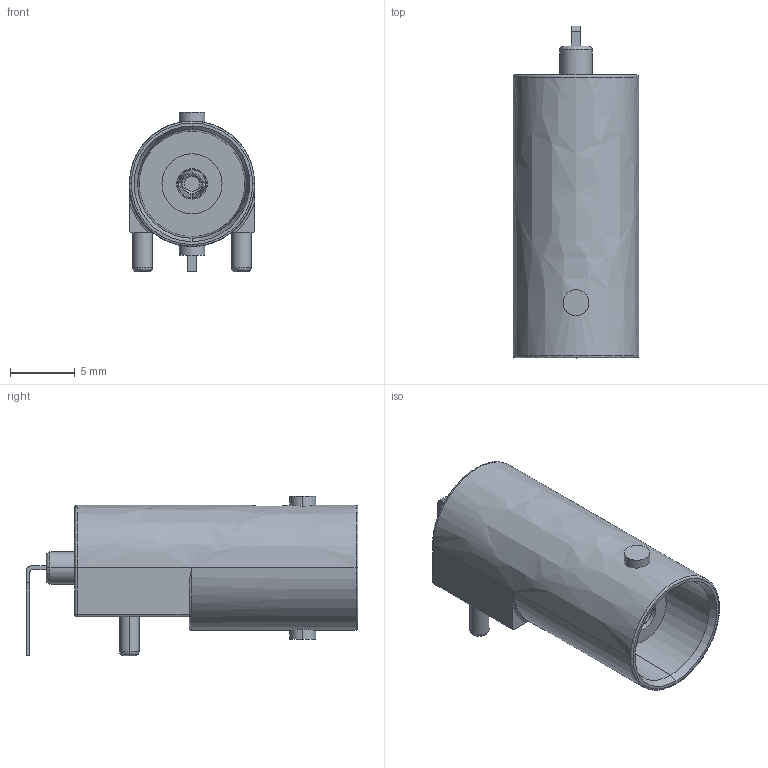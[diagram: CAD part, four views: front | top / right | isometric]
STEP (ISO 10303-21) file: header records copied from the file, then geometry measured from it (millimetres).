
FILE_DESCRIPTION(('FreeCAD Model'),'2;1');
FILE_NAME('_31000105.step', '2020-02-22T18:33:01',('kicad StepUp'),('ksu MCAD'), 'Open CASCADE STEP processor 7.4','FreeCAD','Unknown');
FILE_SCHEMA(('AUTOMOTIVE_DESIGN { 1 0 10303 214 1 1 1 1 }'));
Length unit declared in the file: millimetre
Products named in the file (1): _31000105
Bounding box: 9.65 x 25.55 x 12.29 mm (x, y, z)
Volume: 1235.6 mm3; surface area: 3798.1 mm2
Topology: 1 solids, 96 shells, 282 faces, 862 edges, 694 vertices
Faces by surface type: revolution 177, bspline 105
Entity records: 11894 total; most frequent: CARTESIAN_POINT 3149, DIRECTION 1522, ORIENTED_EDGE 1284, EDGE_CURVE 856, VERTEX_POINT 694, LINE 483, VECTOR 483, AXIS2_PLACEMENT_3D 431
